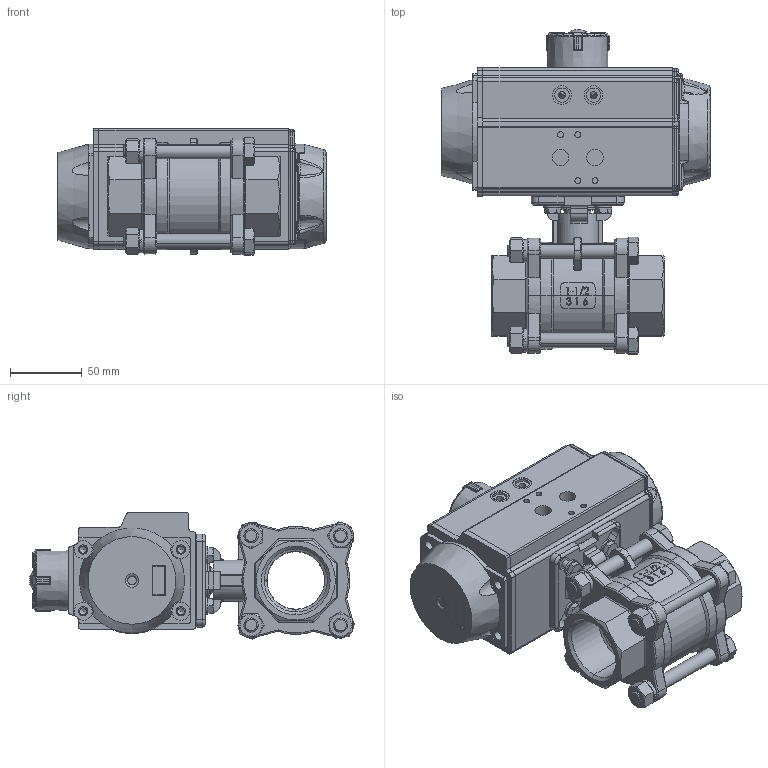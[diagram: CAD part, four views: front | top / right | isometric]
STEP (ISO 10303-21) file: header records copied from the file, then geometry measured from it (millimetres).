
FILE_DESCRIPTION(/* description */ ('Unknown'),/* implementation_level */ '2;1');
FILE_NAME(/* name */ 'PD039336-08',/* time_stamp */ '2025-01-17T09:48:15+01:00',/* author */ ('Unknown'),/* organization */ ('Unknown'),/* preprocessor_version */ 'ST-DEVELOPER v19.4',/* originating_system */ 'Solid Edge',/* authorisation */ 'Unknown');
FILE_SCHEMA (('AUTOMOTIVE_DESIGN {1 0 10303 214 3 1 1}'));
Products named in the file (24): PD039336-08; 9336-08_oa_0; 概裝; 概裝蹟譫; 概裔; 蹟邡; 弹簧垫圈B_GB_FASTENER_WASHER_SW 10; 碟型垫圈; 蹟譫B_GB_FASTENER_NUT_SNC1 M10-N; 概极; O型圈; 滅侂え; DIN126-M6; PD03_PE02; vt65-2016-06-25; Optische Anzeige; ______; ________(___________; cup head nib bolts with large head gb_GB_FASTENER_BOLT_CHNBW M6X25-N; ____65______ ______; VT65_____________MIR; zhou65; VTE65____; DIN 933 M6x18 A2-70 BLK_EDST
Assembly tree (44 placements, depth 4):
  PD039336-08
    9336-08_oa_0
      概裝
      概裝蹟譫
      概裔  x2
      蹟邡  x4
      弹簧垫圈B_GB_FASTENER_WASHER_SW 10  x4
      碟型垫圈  x2
      蹟譫B_GB_FASTENER_NUT_SNC1 M10-N  x4
      概极
      O型圈
      滅侂え
    DIN126-M6  x4
    PD03_PE02
      vt65-2016-06-25
      Optische Anzeige
        ______
        ________(___________  x4
        cup head nib bolts with large head gb_GB_FASTENER_BOLT_CHNBW M6X25-N
      ____65______ ______  x2
      VT65_____________MIR
      zhou65
      VTE65____
    DIN 933 M6x18 A2-70 BLK_EDST  x4
Bounding box: 186.5 x 226.15 x 87.84 mm (x, y, z)
Volume: 950933.3 mm3; surface area: 321055.2 mm2
Topology: 41 solids, 41 shells, 3063 faces, 7635 edges, 4741 vertices
Faces by surface type: plane 1041, cylinder 960, bspline 464, torus 294, cone 271, sphere 33
Full cylindrical faces by diameter (mm): 3 x16, 3.3 x8, 4.134 x8, 4.66 x1, 4.917 x15, 5 x1, 6 x5, 6.2 x1, 6.5 x4, 6.6 x4, 6.647 x4, 10 x12, 11 x1, 11.4 x1, 11.445 x2, 12 x5, 12.5 x2, 12.9 x1, 13 x2, 14 x5, 15 x1, 16.2 x18, 17 x2, 20 x2, 22.5 x1, 24.2 x1, 24.4 x1, 28 x4, 38.5 x1, 56 x2
Entity records: 98198 total; most frequent: CARTESIAN_POINT 48285, ORIENTED_EDGE 10684, DIRECTION 9186, EDGE_CURVE 5342, AXIS2_PLACEMENT_3D 3562, VERTEX_POINT 3500, FACE_BOUND 2672, EDGE_LOOP 2652
